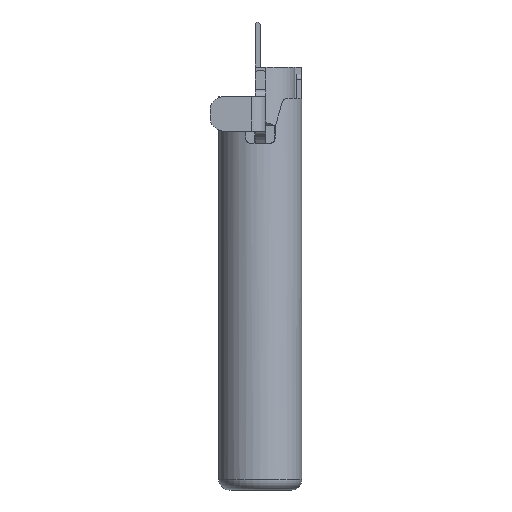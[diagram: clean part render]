
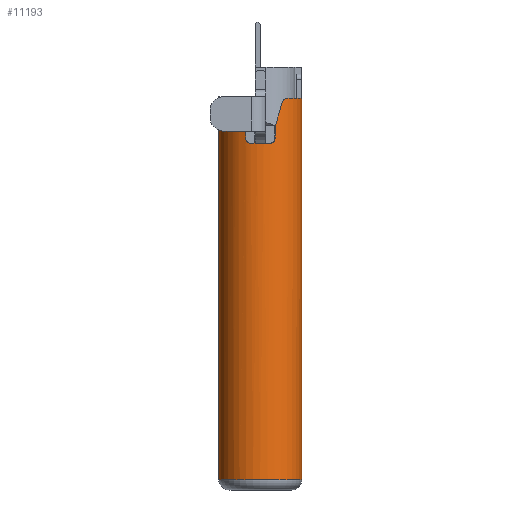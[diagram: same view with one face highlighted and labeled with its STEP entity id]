
A CAD part, left-side view. The second image highlights one B-rep face of the part: STEP entity #11193.
In plain terms, the highlighted cylindrical face has radius 1.2 mm (diameter 2.4 mm), a partial arc.
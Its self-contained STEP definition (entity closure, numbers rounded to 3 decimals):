
#1048=CARTESIAN_POINT('',(-2.925,0.03,0.934));
#1049=DIRECTION('',(0.,0.,-1.));
#1050=DIRECTION('',(-0.973,-0.229,0.));
#1051=AXIS2_PLACEMENT_3D('',#1048,#1049,#1050);
#1398=CARTESIAN_POINT('',(-4.093,0.305,0.934));
#1399=CARTESIAN_POINT('',(-4.09,0.316,0.934));
#1400=CARTESIAN_POINT('',(-4.085,0.339,
0.936));
#1401=CARTESIAN_POINT('',(-4.075,0.372,
0.948));
#1402=CARTESIAN_POINT('',(-4.066,0.401,
0.967));
#1403=CARTESIAN_POINT('',(-4.058,0.425,
0.991));
#1404=CARTESIAN_POINT('',(-4.052,0.442,
1.02));
#1405=CARTESIAN_POINT('',(-4.048,0.453,
1.051));
#1406=CARTESIAN_POINT('',(-4.047,0.455,
1.073));
#1407=CARTESIAN_POINT('',(-4.047,0.455,
1.084));
#1409=CARTESIAN_POINT('',(-3.947,0.659,
2.108));
#1410=CARTESIAN_POINT('',(-3.959,0.639,
2.04));
#1411=CARTESIAN_POINT('',(-3.983,0.598,
1.901));
#1412=CARTESIAN_POINT('',(-4.015,0.534,
1.684));
#1413=CARTESIAN_POINT('',(-4.034,0.49,
1.532));
#1414=CARTESIAN_POINT('',(-4.043,0.467,
1.455));
#1416=DIRECTION('',(0.,0.,-1.));
#1417=VECTOR('',#1416,0.287);
#1418=CARTESIAN_POINT('',(-4.047,0.455,
1.371));
#1419=LINE('',#1418,#1417);
#1420=CARTESIAN_POINT('',(-4.043,-0.407,
1.455));
#1421=CARTESIAN_POINT('',(-4.034,-0.43,
1.532));
#1422=CARTESIAN_POINT('',(-4.015,-0.474,
1.684));
#1423=CARTESIAN_POINT('',(-3.983,-0.538,
1.901));
#1424=CARTESIAN_POINT('',(-3.959,-0.579,
2.04));
#1425=CARTESIAN_POINT('',(-3.947,-0.599,
2.108));
#1427=CARTESIAN_POINT('',(-3.947,-0.599,
2.108));
#1428=CARTESIAN_POINT('',(-3.945,-0.602,
2.119));
#1429=CARTESIAN_POINT('',(-3.94,-0.611,
2.14));
#1430=CARTESIAN_POINT('',(-3.927,-0.63,
2.17));
#1431=CARTESIAN_POINT('',(-3.91,-0.656,
2.196));
#1432=CARTESIAN_POINT('',(-3.887,-0.688,
2.216));
#1433=CARTESIAN_POINT('',(-3.858,-0.725,
2.23));
#1434=CARTESIAN_POINT('',(-3.835,-0.753,2.234));
#1435=CARTESIAN_POINT('',(-3.822,-0.767,2.234));
#1437=DIRECTION('',(0.,0.,-1.));
#1438=VECTOR('',#1437,11.);
#1439=CARTESIAN_POINT('',(-2.925,-1.17,2.234));
#1440=LINE('',#1439,#1438);
#1441=DIRECTION('',(0.,0.,1.));
#1442=VECTOR('',#1441,11.);
#1443=CARTESIAN_POINT('',(-2.925,1.23,-8.766));
#1444=LINE('',#1443,#1442);
#1449=CARTESIAN_POINT('',(-3.947,0.659,
2.108));
#1450=CARTESIAN_POINT('',(-3.945,0.662,
2.119));
#1451=CARTESIAN_POINT('',(-3.939,0.671,
2.14));
#1452=CARTESIAN_POINT('',(-3.927,0.69,
2.17));
#1453=CARTESIAN_POINT('',(-3.91,0.716,
2.196));
#1454=CARTESIAN_POINT('',(-3.887,0.748,
2.216));
#1455=CARTESIAN_POINT('',(-3.858,0.785,
2.23));
#1456=CARTESIAN_POINT('',(-3.835,0.813,2.234));
#1457=CARTESIAN_POINT('',(-3.822,0.827,2.234));
#1474=CARTESIAN_POINT('',(-4.047,0.455,
1.371));
#1475=CARTESIAN_POINT('',(-4.047,0.455,
1.38));
#1476=CARTESIAN_POINT('',(-4.047,0.456,
1.399));
#1477=CARTESIAN_POINT('',(-4.045,0.46,
1.428));
#1478=CARTESIAN_POINT('',(-4.044,0.465,
1.446));
#1479=CARTESIAN_POINT('',(-4.043,0.467,
1.455));
#1489=CARTESIAN_POINT('',(-2.925,0.03,2.234));
#1490=DIRECTION('',(0.,0.,-1.));
#1491=DIRECTION('',(-0.747,0.664,0.));
#1492=AXIS2_PLACEMENT_3D('',#1489,#1490,#1491);
#4596=CARTESIAN_POINT('',(-2.925,0.03,2.234));
#4597=DIRECTION('',(0.,0.,-1.));
#4598=DIRECTION('',(0.,-1.,0.));
#4599=AXIS2_PLACEMENT_3D('',#4596,#4597,#4598);
#4620=CARTESIAN_POINT('',(-4.043,-0.407,
1.455));
#4621=CARTESIAN_POINT('',(-4.044,-0.405,1.446));
#4622=CARTESIAN_POINT('',(-4.045,-0.4,
1.428));
#4623=CARTESIAN_POINT('',(-4.047,-0.396,
1.399));
#4624=CARTESIAN_POINT('',(-4.047,-0.395,
1.38));
#4625=CARTESIAN_POINT('',(-4.047,-0.395,
1.371));
#4631=DIRECTION('',(0.,0.,-1.));
#4632=VECTOR('',#4631,0.287);
#4633=CARTESIAN_POINT('',(-4.047,-0.395,
1.371));
#4634=LINE('',#4633,#4632);
#4650=CARTESIAN_POINT('',(-4.047,-0.395,
1.084));
#4651=CARTESIAN_POINT('',(-4.047,-0.395,
1.073));
#4652=CARTESIAN_POINT('',(-4.048,-0.393,
1.051));
#4653=CARTESIAN_POINT('',(-4.052,-0.382,
1.02));
#4654=CARTESIAN_POINT('',(-4.058,-0.365,
0.991));
#4655=CARTESIAN_POINT('',(-4.066,-0.341,
0.967));
#4656=CARTESIAN_POINT('',(-4.075,-0.312,
0.948));
#4657=CARTESIAN_POINT('',(-4.085,-0.279,
0.936));
#4658=CARTESIAN_POINT('',(-4.09,-0.256,0.934));
#4659=CARTESIAN_POINT('',(-4.093,-0.245,0.934));
#5559=CARTESIAN_POINT('',(-2.925,0.03,-8.766));
#5560=DIRECTION('',(0.,0.,1.));
#5561=DIRECTION('',(0.,1.,0.));
#5562=AXIS2_PLACEMENT_3D('',#5559,#5560,#5561);
#5564=CARTESIAN_POINT('',(-2.925,0.03,-8.766));
#5565=DIRECTION('',(0.,0.,1.));
#5566=DIRECTION('',(-1.,0.,0.));
#5567=AXIS2_PLACEMENT_3D('',#5564,#5565,#5566);
#7694=CARTESIAN_POINT('',(-2.925,1.23,2.234));
#7695=VERTEX_POINT('',#7694);
#7696=CARTESIAN_POINT('',(-2.925,1.23,-8.766));
#7697=VERTEX_POINT('',#7696);
#7784=CARTESIAN_POINT('',(-4.125,0.03,-8.766));
#7785=VERTEX_POINT('',#7784);
#7786=CARTESIAN_POINT('',(-2.925,-1.17,-8.766));
#7787=VERTEX_POINT('',#7786);
#7840=CARTESIAN_POINT('',(-2.925,-1.17,2.234));
#7841=VERTEX_POINT('',#7840);
#7943=CARTESIAN_POINT('',(-3.822,-0.767,2.234));
#7945=VERTEX_POINT('',#7943);
#7946=VERTEX_POINT('',#1427);
#7949=VERTEX_POINT('',#1449);
#7950=VERTEX_POINT('',#1457);
#7951=VERTEX_POINT('',#1414);
#7952=VERTEX_POINT('',#1474);
#7953=CARTESIAN_POINT('',(-4.047,0.455,
1.084));
#7954=VERTEX_POINT('',#7953);
#7955=VERTEX_POINT('',#1398);
#7956=VERTEX_POINT('',#4650);
#7957=VERTEX_POINT('',#4659);
#7958=CARTESIAN_POINT('',(-4.047,-0.395,
1.371));
#7959=VERTEX_POINT('',#7958);
#7960=VERTEX_POINT('',#4620);
#11154=CARTESIAN_POINT('',(-2.925,0.03,-24.058));
#11155=DIRECTION('',(0.,0.,1.));
#11156=DIRECTION('',(-1.,0.,0.));
#11157=AXIS2_PLACEMENT_3D('',#11154,#11155,#11156);
#11158=CYLINDRICAL_SURFACE('',#11157,1.2);
#11160=ORIENTED_EDGE('',*,*,#11159,.F.);
#11162=ORIENTED_EDGE('',*,*,#11161,.T.);
#11164=ORIENTED_EDGE('',*,*,#11163,.F.);
#11166=ORIENTED_EDGE('',*,*,#11165,.T.);
#11167=ORIENTED_EDGE('',*,*,#11147,.F.);
#11168=ORIENTED_EDGE('',*,*,#10935,.F.);
#11170=ORIENTED_EDGE('',*,*,#11169,.F.);
#11172=ORIENTED_EDGE('',*,*,#11171,.F.);
#11174=ORIENTED_EDGE('',*,*,#11173,.F.);
#11176=ORIENTED_EDGE('',*,*,#11175,.T.);
#11178=ORIENTED_EDGE('',*,*,#11177,.T.);
#11180=ORIENTED_EDGE('',*,*,#11179,.F.);
#11182=ORIENTED_EDGE('',*,*,#11181,.T.);
#11184=ORIENTED_EDGE('',*,*,#11183,.F.);
#11186=ORIENTED_EDGE('',*,*,#11185,.F.);
#11188=ORIENTED_EDGE('',*,*,#11187,.T.);
#11190=ORIENTED_EDGE('',*,*,#11189,.F.);
#11191=EDGE_LOOP('',(#11160,#11162,#11164,#11166,#11167,#11168,#11170,#11172,
#11174,#11176,#11178,#11180,#11182,#11184,#11186,#11188,#11190));
#11192=FACE_OUTER_BOUND('',#11191,.F.);
#1052=CIRCLE('',#1051,1.2);
#1408=B_SPLINE_CURVE_WITH_KNOTS('',3,(#1398,#1399,#1400,#1401,#1402,#1403,#1404,
#1405,#1406,#1407),.UNSPECIFIED.,.F.,.F.,(4,1,1,1,1,1,1,4),(0.,
0.143,0.286,0.429,0.571,
0.714,0.857,1.),.UNSPECIFIED.);
#1415=B_SPLINE_CURVE_WITH_KNOTS('',3,(#1409,#1410,#1411,#1412,#1413,#1414),
.UNSPECIFIED.,.F.,.F.,(4,1,1,4),(0.,0.333,0.667,1.),
.UNSPECIFIED.);
#1426=B_SPLINE_CURVE_WITH_KNOTS('',3,(#1420,#1421,#1422,#1423,#1424,#1425),
.UNSPECIFIED.,.F.,.F.,(4,1,1,4),(0.,0.333,0.667,1.),
.UNSPECIFIED.);
#1436=B_SPLINE_CURVE_WITH_KNOTS('',3,(#1427,#1428,#1429,#1430,#1431,#1432,#1433,
#1434,#1435),.UNSPECIFIED.,.F.,.F.,(4,1,1,1,1,1,4),(0.,0.167,
0.333,0.5,0.667,0.833,1.),
.UNSPECIFIED.);
#1458=B_SPLINE_CURVE_WITH_KNOTS('',3,(#1449,#1450,#1451,#1452,#1453,#1454,#1455,
#1456,#1457),.UNSPECIFIED.,.F.,.F.,(4,1,1,1,1,1,4),(0.,0.167,
0.333,0.5,0.667,0.833,1.),
.UNSPECIFIED.);
#1480=B_SPLINE_CURVE_WITH_KNOTS('',3,(#1474,#1475,#1476,#1477,#1478,#1479),
.UNSPECIFIED.,.F.,.F.,(4,1,1,4),(0.,0.333,0.667,1.),
.UNSPECIFIED.);
#1493=CIRCLE('',#1492,1.2);
#4600=CIRCLE('',#4599,1.2);
#4626=B_SPLINE_CURVE_WITH_KNOTS('',3,(#4620,#4621,#4622,#4623,#4624,#4625),
.UNSPECIFIED.,.F.,.F.,(4,1,1,4),(0.,0.333,0.667,1.),
.UNSPECIFIED.);
#4660=B_SPLINE_CURVE_WITH_KNOTS('',3,(#4650,#4651,#4652,#4653,#4654,#4655,#4656,
#4657,#4658,#4659),.UNSPECIFIED.,.F.,.F.,(4,1,1,1,1,1,1,4),(0.,
0.143,0.286,0.429,0.571,
0.714,0.857,1.),.UNSPECIFIED.);
#5563=CIRCLE('',#5562,1.2);
#5568=CIRCLE('',#5567,1.2);
#10935=EDGE_CURVE('',#7957,#7955,#1052,.T.);
#11147=EDGE_CURVE('',#7955,#7954,#1408,.T.);
#11159=EDGE_CURVE('',#7949,#7950,#1458,.T.);
#11161=EDGE_CURVE('',#7949,#7951,#1415,.T.);
#11163=EDGE_CURVE('',#7952,#7951,#1480,.T.);
#11165=EDGE_CURVE('',#7952,#7954,#1419,.T.);
#11169=EDGE_CURVE('',#7956,#7957,#4660,.T.);
#11171=EDGE_CURVE('',#7959,#7956,#4634,.T.);
#11173=EDGE_CURVE('',#7960,#7959,#4626,.T.);
#11175=EDGE_CURVE('',#7960,#7946,#1426,.T.);
#11177=EDGE_CURVE('',#7946,#7945,#1436,.T.);
#11179=EDGE_CURVE('',#7841,#7945,#4600,.T.);
#11181=EDGE_CURVE('',#7841,#7787,#1440,.T.);
#11183=EDGE_CURVE('',#7785,#7787,#5568,.T.);
#11185=EDGE_CURVE('',#7697,#7785,#5563,.T.);
#11187=EDGE_CURVE('',#7697,#7695,#1444,.T.);
#11189=EDGE_CURVE('',#7950,#7695,#1493,.T.);
#11193=ADVANCED_FACE('',(#11192),#11158,.T.);
